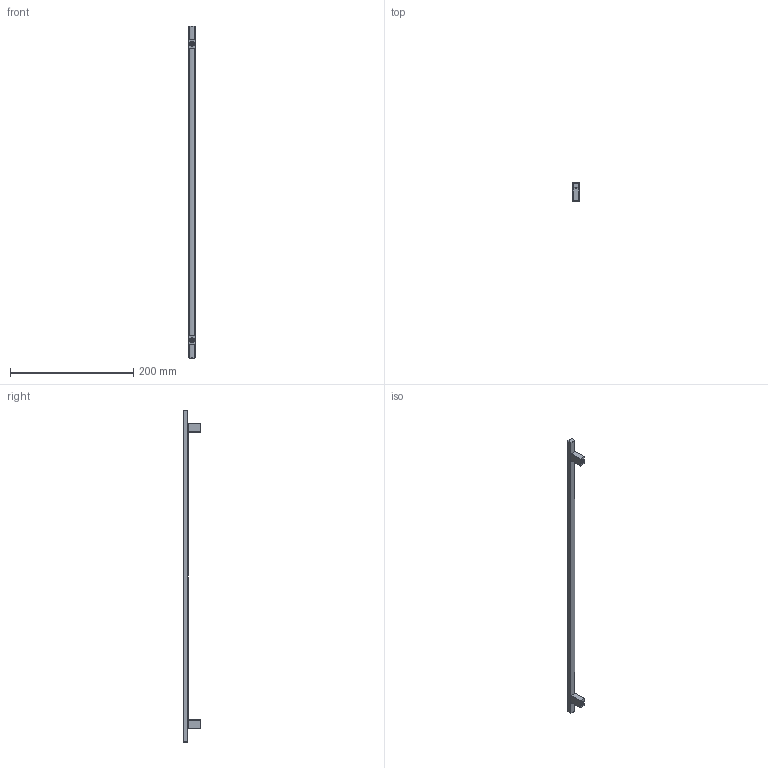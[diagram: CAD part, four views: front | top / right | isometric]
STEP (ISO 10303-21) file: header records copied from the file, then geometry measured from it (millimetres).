
FILE_DESCRIPTION(('Creo Elements/Direct Modeling STEP Export'),'2;1');
FILE_NAME('2237-538.stp','2021-10-27T15:48:24',(''),(''),'Creo Elements/Direct Modeling STEP processor for AP214 (Solid Model)','Creo Elements/Direct Modeling 20.0 12-Nov-2016 (C) Parametric Technology GmbH','');
FILE_SCHEMA(('AUTOMOTIVE_DESIGN { 1 0 10303 214 1 1 1 1 }'));
Length unit declared in the file: millimetre
Products named in the file (6): Stange.01; Sockel2; Schraube1; Schraube3; Sockel; 2237-538
Assembly tree (5 placements, depth 2):
  2237-538
    Sockel
    Schraube3
    Schraube1
    Sockel2
    Stange.01
Bounding box: 10 x 28.89 x 538 mm (x, y, z)
Volume: 47487.6 mm3; surface area: 23207.7 mm2
Topology: 5 solids, 5 shells, 140 faces, 324 edges, 180 vertices
Faces by surface type: cylinder 57, plane 41, cone 20, sphere 16, torus 6
Entity records: 5381 total; most frequent: CARTESIAN_POINT 2154, DIRECTION 640, ORIENTED_EDGE 600, EDGE_CURVE 300, AXIS2_PLACEMENT_3D 254, VERTEX_POINT 180, EDGE_LOOP 154, FACE_OUTER_BOUND 140
